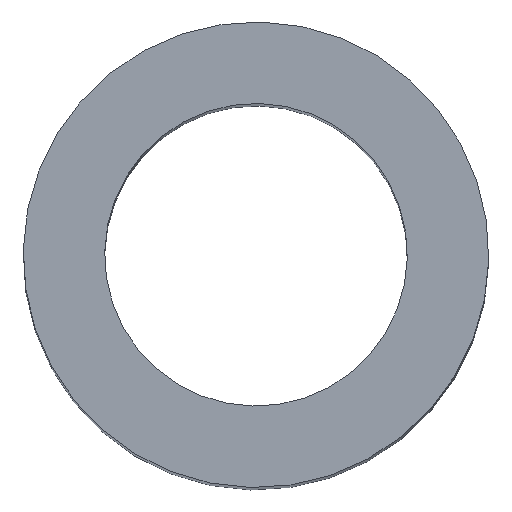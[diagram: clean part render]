
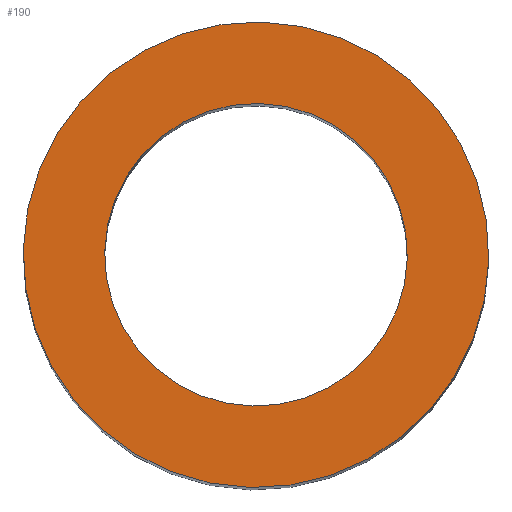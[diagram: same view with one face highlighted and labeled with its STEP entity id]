
A CAD part, top view. The second image highlights one B-rep face of the part: STEP entity #190.
In plain terms, the highlighted planar face has unit normal (0, 0, 1).
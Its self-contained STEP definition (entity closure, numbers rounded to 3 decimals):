
#65=AXIS2_PLACEMENT_3D('Circle Axis2P3D',#63,#64,$) ;
#91=AXIS2_PLACEMENT_3D('Circle Axis2P3D',#89,#90,$) ;
#136=AXIS2_PLACEMENT_3D('Circle Axis2P3D',#134,#135,$) ;
#153=AXIS2_PLACEMENT_3D('Circle Axis2P3D',#151,#152,$) ;
#180=AXIS2_PLACEMENT_3D('Plane Axis2P3D',#177,#178,#179) ;
#60=CARTESIAN_POINT('Vertex',(0.245,1.046,12.2)) ;
#63=CARTESIAN_POINT('Axis2P3D Location',(2.,2.005,12.2)) ;
#67=CARTESIAN_POINT('Vertex',(3.755,2.963,12.2)) ;
#89=CARTESIAN_POINT('Axis2P3D Location',(2.,2.005,12.2)) ;
#115=CARTESIAN_POINT('Vertex',(0.859,1.381,12.2)) ;
#131=CARTESIAN_POINT('Vertex',(3.141,2.628,12.2)) ;
#134=CARTESIAN_POINT('Axis2P3D Location',(2.,2.005,12.2)) ;
#151=CARTESIAN_POINT('Axis2P3D Location',(2.,2.005,12.2)) ;
#177=CARTESIAN_POINT('Axis2P3D Location',(4.,2.005,12.2)) ;
#64=DIRECTION('Axis2P3D Direction',(-0.,0.,1.)) ;
#90=DIRECTION('Axis2P3D Direction',(-0.,0.,1.)) ;
#135=DIRECTION('Axis2P3D Direction',(-0.,0.,1.)) ;
#152=DIRECTION('Axis2P3D Direction',(-0.,0.,1.)) ;
#178=DIRECTION('Axis2P3D Direction',(-0.,0.,1.)) ;
#179=DIRECTION('Axis2P3D XDirection',(1.,0.,0.)) ;
#183=ORIENTED_EDGE('',*,*,#93,.T.) ;
#184=ORIENTED_EDGE('',*,*,#69,.T.) ;
#187=ORIENTED_EDGE('',*,*,#138,.F.) ;
#188=ORIENTED_EDGE('',*,*,#155,.F.) ;
#189=FACE_BOUND('',#186,.T.) ;
#190=ADVANCED_FACE('V1',(#185,#189),#181,.T.) ;
#66=CIRCLE('generated circle',#65,2.) ;
#92=CIRCLE('generated circle',#91,2.) ;
#137=CIRCLE('generated circle',#136,1.3) ;
#154=CIRCLE('generated circle',#153,1.3) ;
#69=EDGE_CURVE('',#68,#61,#66,.T.) ;
#93=EDGE_CURVE('',#61,#68,#92,.T.) ;
#138=EDGE_CURVE('',#132,#116,#137,.T.) ;
#155=EDGE_CURVE('',#116,#132,#154,.T.) ;
#182=EDGE_LOOP('',(#183,#184)) ;
#186=EDGE_LOOP('',(#187,#188)) ;
#185=FACE_OUTER_BOUND('',#182,.T.) ;
#181=PLANE('',#180) ;
#61=VERTEX_POINT('',#60) ;
#68=VERTEX_POINT('',#67) ;
#116=VERTEX_POINT('',#115) ;
#132=VERTEX_POINT('',#131) ;
